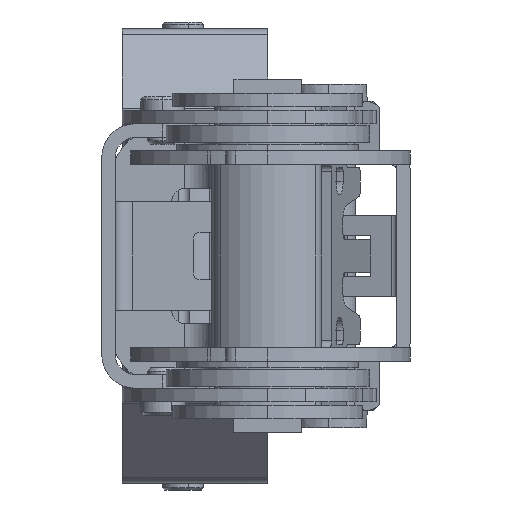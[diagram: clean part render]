
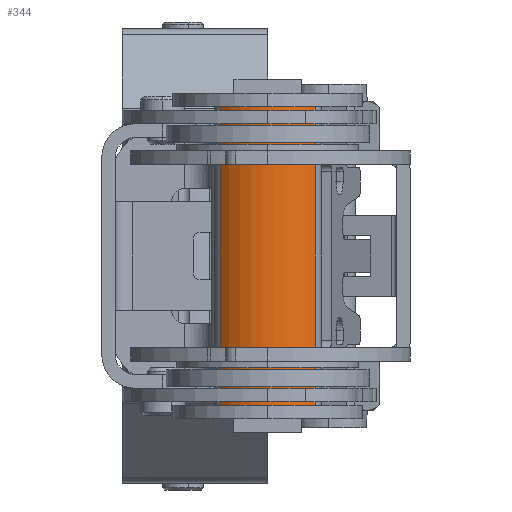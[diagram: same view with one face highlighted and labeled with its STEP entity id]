
A CAD part, left-side view. The second image highlights one B-rep face of the part: STEP entity #344.
In plain terms, the highlighted cylindrical face has radius 10 mm (diameter 20 mm), a partial arc.
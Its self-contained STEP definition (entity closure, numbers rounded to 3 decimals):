
#344 = ADVANCED_FACE ( 'NONE', ( #11237 ), #15344, .T. ) ;
#366 = VERTEX_POINT ( 'NONE', #5108 ) ;
#1141 = DIRECTION ( 'NONE',  ( 0., 0., 1. ) ) ;
#1584 = LINE ( 'NONE', #8018, #18934 ) ;
#1695 = ORIENTED_EDGE ( 'NONE', *, *, #18757, .F. ) ;
#2155 = CARTESIAN_POINT ( 'NONE',  ( -6.999, 7.143, 22. ) ) ;
#3888 = CARTESIAN_POINT ( 'NONE',  ( -6.999, 7.143, 22. ) ) ;
#4070 = CARTESIAN_POINT ( 'NONE',  ( -6.999, 7.143, -22. ) ) ;
#4516 = VERTEX_POINT ( 'NONE', #2155 ) ;
#5108 = CARTESIAN_POINT ( 'NONE',  ( 6.999, 7.143, -22. ) ) ;
#5313 = AXIS2_PLACEMENT_3D ( 'NONE', #12317, #6158, #7994 ) ;
#5648 = CIRCLE ( 'NONE', #8784, 10. ) ;
#6158 = DIRECTION ( 'NONE',  ( 0., 0., 1. ) ) ;
#6336 = CARTESIAN_POINT ( 'NONE',  ( 6.999, 7.143, 22. ) ) ;
#6550 = DIRECTION ( 'NONE',  ( 0., 0., -1. ) ) ;
#6866 = CIRCLE ( 'NONE', #5313, 10. ) ;
#7846 = EDGE_LOOP ( 'NONE', ( #12812, #13785, #1695, #18529 ) ) ;
#7994 = DIRECTION ( 'NONE',  ( 1., 0., 0. ) ) ;
#8018 = CARTESIAN_POINT ( 'NONE',  ( 6.999, 7.143, 22. ) ) ;
#8784 = AXIS2_PLACEMENT_3D ( 'NONE', #13520, #1141, #10157 ) ;
#9198 = EDGE_CURVE ( 'NONE', #366, #13301, #5648, .T. ) ;
#10157 = DIRECTION ( 'NONE',  ( 1., 0., 0. ) ) ;
#11071 = DIRECTION ( 'NONE',  ( -1., 0., 0. ) ) ;
#11237 = FACE_OUTER_BOUND ( 'NONE', #7846, .T. ) ;
#11314 = DIRECTION ( 'NONE',  ( 0., 0., -1. ) ) ;
#12317 = CARTESIAN_POINT ( 'NONE',  ( 0., 0., 22. ) ) ;
#12492 = EDGE_CURVE ( 'NONE', #4516, #13301, #15863, .T. ) ;
#12812 = ORIENTED_EDGE ( 'NONE', *, *, #9198, .T. ) ;
#13301 = VERTEX_POINT ( 'NONE', #4070 ) ;
#13520 = CARTESIAN_POINT ( 'NONE',  ( 0., 0., -22. ) ) ;
#13785 = ORIENTED_EDGE ( 'NONE', *, *, #12492, .F. ) ;
#15247 = AXIS2_PLACEMENT_3D ( 'NONE', #15849, #6550, #11071 ) ;
#15344 = CYLINDRICAL_SURFACE ( 'NONE', #15247, 10. ) ;
#15381 = VECTOR ( 'NONE', #16168, 1000. ) ;
#15849 = CARTESIAN_POINT ( 'NONE',  ( 0., 0., 22. ) ) ;
#15863 = LINE ( 'NONE', #3888, #15381 ) ;
#16168 = DIRECTION ( 'NONE',  ( 0., 0., -1. ) ) ;
#18150 = EDGE_CURVE ( 'NONE', #19473, #366, #1584, .T. ) ;
#18529 = ORIENTED_EDGE ( 'NONE', *, *, #18150, .T. ) ;
#18757 = EDGE_CURVE ( 'NONE', #19473, #4516, #6866, .T. ) ;
#18934 = VECTOR ( 'NONE', #11314, 1000. ) ;
#19473 = VERTEX_POINT ( 'NONE', #6336 ) ;
